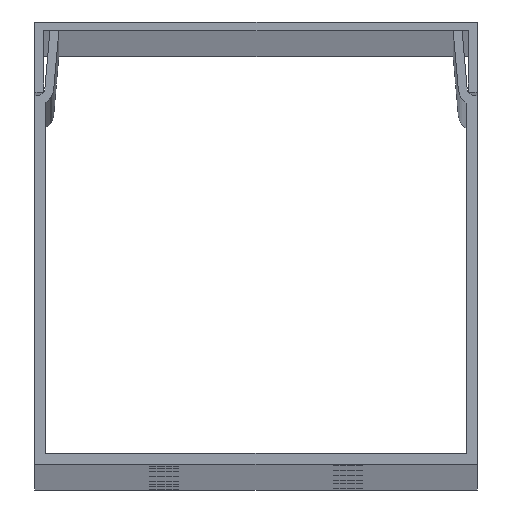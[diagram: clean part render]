
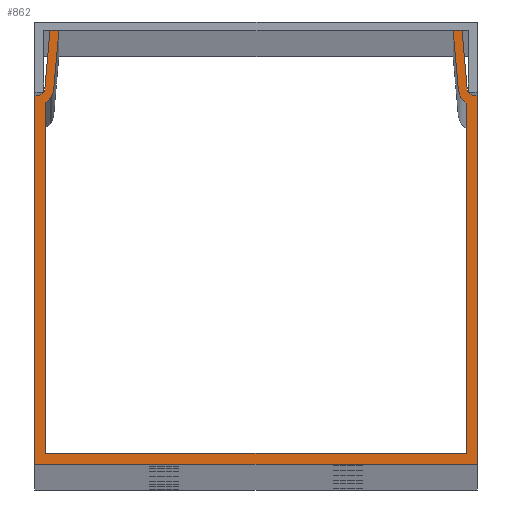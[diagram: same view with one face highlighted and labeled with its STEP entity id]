
A CAD part, top view. The second image highlights one B-rep face of the part: STEP entity #862.
In plain terms, the highlighted planar face has unit normal (0, 0, 1).
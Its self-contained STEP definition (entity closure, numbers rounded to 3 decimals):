
#26 = DIRECTION ( 'NONE',  ( -1., 0., 0. ) ) ;
#38 = EDGE_CURVE ( 'NONE', #1444, #1968, #920, .T. ) ;
#49 = CARTESIAN_POINT ( 'NONE',  ( 26.752, 58.8, 1000. ) ) ;
#53 = VECTOR ( 'NONE', #1006, 1000. ) ;
#70 = VERTEX_POINT ( 'NONE', #1905 ) ;
#78 = LINE ( 'NONE', #451, #1091 ) ;
#94 = ORIENTED_EDGE ( 'NONE', *, *, #424, .T. ) ;
#95 = VECTOR ( 'NONE', #139, 1000. ) ;
#119 = LINE ( 'NONE', #49, #1010 ) ;
#121 = CARTESIAN_POINT ( 'NONE',  ( -30., 50., 1000. ) ) ;
#139 = DIRECTION ( 'NONE',  ( -0.087, -0.996, 0. ) ) ;
#146 = CARTESIAN_POINT ( 'NONE',  ( -27.451, 50.808, 1000. ) ) ;
#155 = EDGE_CURVE ( 'NONE', #596, #1444, #119, .T. ) ;
#185 = EDGE_CURVE ( 'NONE', #377, #215, #990, .T. ) ;
#187 = VERTEX_POINT ( 'NONE', #1063 ) ;
#215 = VERTEX_POINT ( 'NONE', #121 ) ;
#220 = CARTESIAN_POINT ( 'NONE',  ( -26.752, 58.8, 1000. ) ) ;
#222 = EDGE_CURVE ( 'NONE', #2394, #1412, #2209, .T. ) ;
#225 = DIRECTION ( 'NONE',  ( -1., 0., 0. ) ) ;
#260 = ORIENTED_EDGE ( 'NONE', *, *, #222, .T. ) ;
#303 = LINE ( 'NONE', #1714, #931 ) ;
#309 = ORIENTED_EDGE ( 'NONE', *, *, #1965, .T. ) ;
#310 = AXIS2_PLACEMENT_3D ( 'NONE', #2219, #771, #762 ) ;
#312 = ORIENTED_EDGE ( 'NONE', *, *, #778, .T. ) ;
#330 = CARTESIAN_POINT ( 'NONE',  ( -28.5, 49.12, 1000. ) ) ;
#335 = ORIENTED_EDGE ( 'NONE', *, *, #2028, .T. ) ;
#377 = VERTEX_POINT ( 'NONE', #753 ) ;
#393 = DIRECTION ( 'NONE',  ( -1., 0., 0. ) ) ;
#401 = EDGE_CURVE ( 'NONE', #70, #187, #78, .T. ) ;
#414 = LINE ( 'NONE', #2270, #2404 ) ;
#424 = EDGE_CURVE ( 'NONE', #1844, #498, #2388, .T. ) ;
#451 = CARTESIAN_POINT ( 'NONE',  ( 30., 0., 1000. ) ) ;
#481 = VECTOR ( 'NONE', #1746, 1000. ) ;
#498 = VERTEX_POINT ( 'NONE', #146 ) ;
#510 = DIRECTION ( 'NONE',  ( 0., -1., 0. ) ) ;
#541 = AXIS2_PLACEMENT_3D ( 'NONE', #1803, #1548, #26 ) ;
#545 = CARTESIAN_POINT ( 'NONE',  ( -30., 50., 1000. ) ) ;
#596 = VERTEX_POINT ( 'NONE', #1491 ) ;
#615 = CARTESIAN_POINT ( 'NONE',  ( 29.642, 50., 1000. ) ) ;
#625 = CARTESIAN_POINT ( 'NONE',  ( -28.5, 1.5, 1000. ) ) ;
#628 = EDGE_CURVE ( 'NONE', #498, #2414, #2338, .T. ) ;
#629 = VERTEX_POINT ( 'NONE', #2397 ) ;
#639 = EDGE_CURVE ( 'NONE', #831, #2171, #1463, .T. ) ;
#712 = ORIENTED_EDGE ( 'NONE', *, *, #1076, .T. ) ;
#753 = CARTESIAN_POINT ( 'NONE',  ( -29.642, 50., 1000. ) ) ;
#758 = DIRECTION ( 'NONE',  ( -1., 0., 0. ) ) ;
#759 = ORIENTED_EDGE ( 'NONE', *, *, #1127, .T. ) ;
#762 = DIRECTION ( 'NONE',  ( 1., 0., 0. ) ) ;
#765 = CARTESIAN_POINT ( 'NONE',  ( -28.5, 1.5, 1000. ) ) ;
#771 = DIRECTION ( 'NONE',  ( 0., 0., 1. ) ) ;
#778 = EDGE_CURVE ( 'NONE', #2414, #2394, #2068, .T. ) ;
#784 = DIRECTION ( 'NONE',  ( -1., 0., 0. ) ) ;
#802 = FACE_OUTER_BOUND ( 'NONE', #1517, .T. ) ;
#815 = VECTOR ( 'NONE', #2314, 1000. ) ;
#831 = VERTEX_POINT ( 'NONE', #615 ) ;
#852 = CARTESIAN_POINT ( 'NONE',  ( -28.646, 50.913, 1000. ) ) ;
#862 = ADVANCED_FACE ( 'NONE', ( #802 ), #2153, .F. ) ;
#901 = ORIENTED_EDGE ( 'NONE', *, *, #1056, .T. ) ;
#920 = LINE ( 'NONE', #981, #2356 ) ;
#931 = VECTOR ( 'NONE', #2346, 1000. ) ;
#981 = CARTESIAN_POINT ( 'NONE',  ( 27.451, 50.808, 1000. ) ) ;
#990 = LINE ( 'NONE', #545, #2093 ) ;
#1006 = DIRECTION ( 'NONE',  ( 0.087, 0.996, 0. ) ) ;
#1010 = VECTOR ( 'NONE', #1698, 1000. ) ;
#1014 = VECTOR ( 'NONE', #510, 1000. ) ;
#1017 = LINE ( 'NONE', #2308, #1014 ) ;
#1056 = EDGE_CURVE ( 'NONE', #1968, #1821, #1487, .T. ) ;
#1063 = CARTESIAN_POINT ( 'NONE',  ( 30., 50., 1000. ) ) ;
#1076 = EDGE_CURVE ( 'NONE', #629, #2323, #2174, .T. ) ;
#1085 = CIRCLE ( 'NONE', #1744, 1. ) ;
#1091 = VECTOR ( 'NONE', #1220, 1000. ) ;
#1127 = EDGE_CURVE ( 'NONE', #2171, #596, #2005, .T. ) ;
#1154 = ORIENTED_EDGE ( 'NONE', *, *, #38, .T. ) ;
#1155 = CARTESIAN_POINT ( 'NONE',  ( -30., 0., 1000. ) ) ;
#1216 = CARTESIAN_POINT ( 'NONE',  ( -27.451, 50.808, 1000. ) ) ;
#1220 = DIRECTION ( 'NONE',  ( 0., 1., 0. ) ) ;
#1229 = EDGE_CURVE ( 'NONE', #215, #2322, #303, .T. ) ;
#1244 = CARTESIAN_POINT ( 'NONE',  ( -29.642, 51., 1000. ) ) ;
#1330 = AXIS2_PLACEMENT_3D ( 'NONE', #2003, #1707, #758 ) ;
#1357 = DIRECTION ( 'NONE',  ( -0.087, 0.996, 0. ) ) ;
#1370 = DIRECTION ( 'NONE',  ( 0.087, -0.996, 0. ) ) ;
#1401 = CARTESIAN_POINT ( 'NONE',  ( -28.646, 50.913, 1000. ) ) ;
#1412 = VERTEX_POINT ( 'NONE', #852 ) ;
#1413 = VECTOR ( 'NONE', #393, 1000. ) ;
#1444 = VERTEX_POINT ( 'NONE', #2133 ) ;
#1452 = ORIENTED_EDGE ( 'NONE', *, *, #1671, .T. ) ;
#1459 = ORIENTED_EDGE ( 'NONE', *, *, #185, .T. ) ;
#1463 = CIRCLE ( 'NONE', #541, 1. ) ;
#1482 = CARTESIAN_POINT ( 'NONE',  ( 27.451, 50.808, 1000. ) ) ;
#1487 = CIRCLE ( 'NONE', #310, 2.5 ) ;
#1491 = CARTESIAN_POINT ( 'NONE',  ( 27.956, 58.8, 1000. ) ) ;
#1513 = VECTOR ( 'NONE', #2427, 1000. ) ;
#1517 = EDGE_LOOP ( 'NONE', ( #759, #1673, #1154, #901, #335, #712, #1867, #94, #2243, #312, #260, #309, #1459, #1953, #1452, #2418, #2047, #2384 ) ) ;
#1548 = DIRECTION ( 'NONE',  ( 0., 0., -1. ) ) ;
#1574 = EDGE_CURVE ( 'NONE', #187, #831, #414, .T. ) ;
#1594 = AXIS2_PLACEMENT_3D ( 'NONE', #1595, #1657, #1732 ) ;
#1595 = CARTESIAN_POINT ( 'NONE',  ( -29.642, 51., 1000. ) ) ;
#1657 = DIRECTION ( 'NONE',  ( 0., 0., 1. ) ) ;
#1671 = EDGE_CURVE ( 'NONE', #2322, #70, #2426, .T. ) ;
#1673 = ORIENTED_EDGE ( 'NONE', *, *, #155, .T. ) ;
#1674 = EDGE_CURVE ( 'NONE', #2323, #1844, #2429, .T. ) ;
#1689 = DIRECTION ( 'NONE',  ( -1., 0., 0. ) ) ;
#1698 = DIRECTION ( 'NONE',  ( -1., 0., 0. ) ) ;
#1707 = DIRECTION ( 'NONE',  ( 0., 0., -1. ) ) ;
#1714 = CARTESIAN_POINT ( 'NONE',  ( -30., 0., 1000. ) ) ;
#1732 = DIRECTION ( 'NONE',  ( 1., 0., 0. ) ) ;
#1744 = AXIS2_PLACEMENT_3D ( 'NONE', #1244, #1978, #1689 ) ;
#1746 = DIRECTION ( 'NONE',  ( 0., 1., 0. ) ) ;
#1797 = CARTESIAN_POINT ( 'NONE',  ( -27.956, 58.8, 1000. ) ) ;
#1803 = CARTESIAN_POINT ( 'NONE',  ( 29.642, 51., 1000. ) ) ;
#1813 = CARTESIAN_POINT ( 'NONE',  ( 28.646, 50.913, 1000. ) ) ;
#1821 = VERTEX_POINT ( 'NONE', #2265 ) ;
#1844 = VERTEX_POINT ( 'NONE', #330 ) ;
#1867 = ORIENTED_EDGE ( 'NONE', *, *, #1674, .T. ) ;
#1905 = CARTESIAN_POINT ( 'NONE',  ( 30., 0., 1000. ) ) ;
#1939 = CARTESIAN_POINT ( 'NONE',  ( 30., 0., 1000. ) ) ;
#1953 = ORIENTED_EDGE ( 'NONE', *, *, #1229, .T. ) ;
#1965 = EDGE_CURVE ( 'NONE', #1412, #377, #1085, .T. ) ;
#1968 = VERTEX_POINT ( 'NONE', #1482 ) ;
#1978 = DIRECTION ( 'NONE',  ( 0., 0., -1. ) ) ;
#2003 = CARTESIAN_POINT ( 'NONE',  ( 29.642, 51., 1000. ) ) ;
#2005 = LINE ( 'NONE', #2187, #2309 ) ;
#2028 = EDGE_CURVE ( 'NONE', #1821, #629, #1017, .T. ) ;
#2047 = ORIENTED_EDGE ( 'NONE', *, *, #1574, .T. ) ;
#2068 = LINE ( 'NONE', #2264, #815 ) ;
#2093 = VECTOR ( 'NONE', #784, 1000. ) ;
#2133 = CARTESIAN_POINT ( 'NONE',  ( 26.752, 58.8, 1000. ) ) ;
#2153 = PLANE ( 'NONE',  #1330 ) ;
#2171 = VERTEX_POINT ( 'NONE', #1813 ) ;
#2174 = LINE ( 'NONE', #2320, #1413 ) ;
#2187 = CARTESIAN_POINT ( 'NONE',  ( 28.646, 50.913, 1000. ) ) ;
#2209 = LINE ( 'NONE', #1401, #95 ) ;
#2219 = CARTESIAN_POINT ( 'NONE',  ( 29.941, 51.026, 1000. ) ) ;
#2243 = ORIENTED_EDGE ( 'NONE', *, *, #628, .T. ) ;
#2264 = CARTESIAN_POINT ( 'NONE',  ( -27.956, 58.8, 1000. ) ) ;
#2265 = CARTESIAN_POINT ( 'NONE',  ( 28.5, 48.983, 1000. ) ) ;
#2270 = CARTESIAN_POINT ( 'NONE',  ( 30., 50., 1000. ) ) ;
#2308 = CARTESIAN_POINT ( 'NONE',  ( 28.5, 1.5, 1000. ) ) ;
#2309 = VECTOR ( 'NONE', #1357, 1000. ) ;
#2314 = DIRECTION ( 'NONE',  ( -1., 0., 0. ) ) ;
#2320 = CARTESIAN_POINT ( 'NONE',  ( 28.5, 1.5, 1000. ) ) ;
#2322 = VERTEX_POINT ( 'NONE', #1155 ) ;
#2323 = VERTEX_POINT ( 'NONE', #765 ) ;
#2338 = LINE ( 'NONE', #1216, #53 ) ;
#2346 = DIRECTION ( 'NONE',  ( 0., -1., 0. ) ) ;
#2356 = VECTOR ( 'NONE', #1370, 1000. ) ;
#2384 = ORIENTED_EDGE ( 'NONE', *, *, #639, .T. ) ;
#2388 = CIRCLE ( 'NONE', #1594, 2.2 ) ;
#2394 = VERTEX_POINT ( 'NONE', #1797 ) ;
#2397 = CARTESIAN_POINT ( 'NONE',  ( 28.5, 1.5, 1000. ) ) ;
#2404 = VECTOR ( 'NONE', #225, 1000. ) ;
#2414 = VERTEX_POINT ( 'NONE', #220 ) ;
#2418 = ORIENTED_EDGE ( 'NONE', *, *, #401, .T. ) ;
#2426 = LINE ( 'NONE', #1939, #1513 ) ;
#2427 = DIRECTION ( 'NONE',  ( 1., 0., 0. ) ) ;
#2429 = LINE ( 'NONE', #625, #481 ) ;
